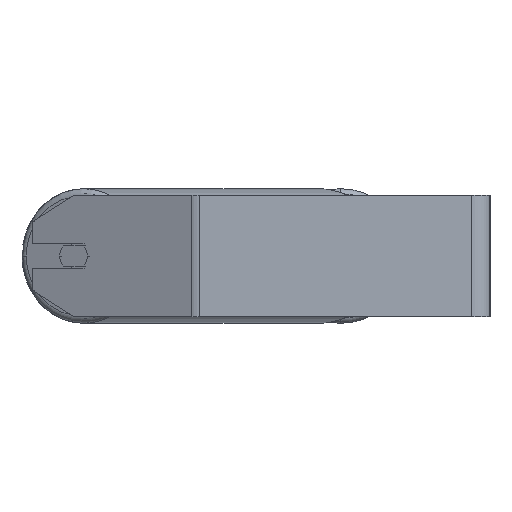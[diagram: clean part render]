
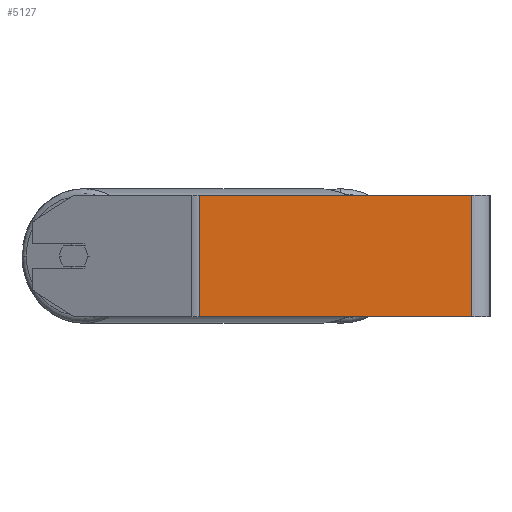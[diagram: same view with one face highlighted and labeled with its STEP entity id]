
A CAD part, left-side view. The second image highlights one B-rep face of the part: STEP entity #5127.
In plain terms, the highlighted planar face has unit normal (-1, 0, 0).
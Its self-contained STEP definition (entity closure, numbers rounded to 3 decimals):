
#146 = VECTOR ( 'NONE', #817, 1000. ) ;
#180 = LINE ( 'NONE', #5609, #1010 ) ;
#525 = CARTESIAN_POINT ( 'NONE',  ( -620., 194.729, 40. ) ) ;
#817 = DIRECTION ( 'NONE',  ( 0., 0., -1. ) ) ;
#846 = VECTOR ( 'NONE', #5865, 1000. ) ;
#1010 = VECTOR ( 'NONE', #6315, 1000. ) ;
#1272 = EDGE_LOOP ( 'NONE', ( #2980, #2918, #7418, #4611 ) ) ;
#1497 = DIRECTION ( 'NONE',  ( 0., -1., 0. ) ) ;
#2227 = EDGE_CURVE ( 'NONE', #3215, #2762, #2956, .T. ) ;
#2458 = CARTESIAN_POINT ( 'NONE',  ( -620., 12., 40. ) ) ;
#2499 = VECTOR ( 'NONE', #1497, 1000. ) ;
#2749 = LINE ( 'NONE', #4034, #146 ) ;
#2762 = VERTEX_POINT ( 'NONE', #2458 ) ;
#2918 = ORIENTED_EDGE ( 'NONE', *, *, #4721, .F. ) ;
#2956 = LINE ( 'NONE', #5663, #2499 ) ;
#2980 = ORIENTED_EDGE ( 'NONE', *, *, #3822, .T. ) ;
#3215 = VERTEX_POINT ( 'NONE', #6324 ) ;
#3296 = LINE ( 'NONE', #6619, #846 ) ;
#3822 = EDGE_CURVE ( 'NONE', #7930, #5602, #3296, .T. ) ;
#4034 = CARTESIAN_POINT ( 'NONE',  ( -620., 192.069, 40. ) ) ;
#4408 = EDGE_CURVE ( 'NONE', #3215, #7930, #2749, .T. ) ;
#4611 = ORIENTED_EDGE ( 'NONE', *, *, #4408, .T. ) ;
#4675 = FACE_OUTER_BOUND ( 'NONE', #1272, .T. ) ;
#4721 = EDGE_CURVE ( 'NONE', #2762, #5602, #180, .T. ) ;
#5127 = ADVANCED_FACE ( 'NONE', ( #4675 ), #5381, .F. ) ;
#5204 = DIRECTION ( 'NONE',  ( 1., 0., 0. ) ) ;
#5238 = AXIS2_PLACEMENT_3D ( 'NONE', #525, #5204, #8709 ) ;
#5381 = PLANE ( 'NONE',  #5238 ) ;
#5602 = VERTEX_POINT ( 'NONE', #6158 ) ;
#5609 = CARTESIAN_POINT ( 'NONE',  ( -620., 12., 40. ) ) ;
#5663 = CARTESIAN_POINT ( 'NONE',  ( -620., 194.729, 40. ) ) ;
#5865 = DIRECTION ( 'NONE',  ( 0., -1., 0. ) ) ;
#6158 = CARTESIAN_POINT ( 'NONE',  ( -620., 12., -40. ) ) ;
#6315 = DIRECTION ( 'NONE',  ( 0., 0., -1. ) ) ;
#6324 = CARTESIAN_POINT ( 'NONE',  ( -620., 192.069, 40. ) ) ;
#6619 = CARTESIAN_POINT ( 'NONE',  ( -620., 194.729, -40. ) ) ;
#7225 = CARTESIAN_POINT ( 'NONE',  ( -620., 192.069, -40. ) ) ;
#7418 = ORIENTED_EDGE ( 'NONE', *, *, #2227, .F. ) ;
#7930 = VERTEX_POINT ( 'NONE', #7225 ) ;
#8709 = DIRECTION ( 'NONE',  ( 0., 0., -1. ) ) ;
